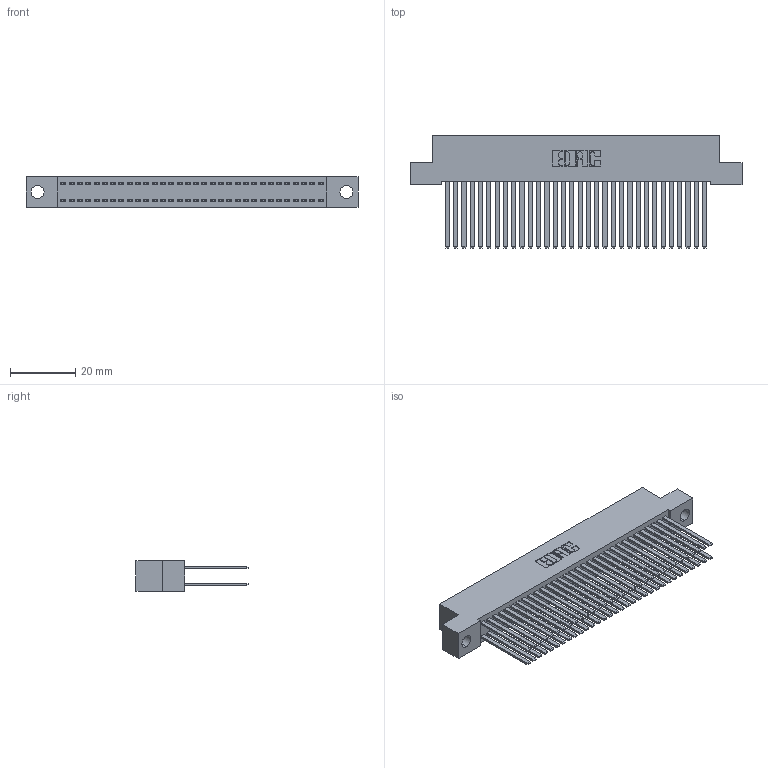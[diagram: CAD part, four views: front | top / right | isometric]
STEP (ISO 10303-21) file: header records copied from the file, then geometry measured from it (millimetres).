
FILE_DESCRIPTION (( 'STEP AP203' ), '1' );
FILE_NAME ('392-064-544-204.STEP', '2018-08-17T21:46:06', ( '' ), ( '' ), 'SwSTEP 2.0', 'SolidWorks 2016', '' );
FILE_SCHEMA (( 'CONFIG_CONTROL_DESIGN' ));
Length unit declared in the file: inch
Products named in the file (3): 342 Part_.156 TH; 345-292-001_345-293-144; 392-064-544-204
Assembly tree (65 placements, depth 2):
  392-064-544-204
    342 Part_.156 TH
    345-292-001_345-293-144  x64
Bounding box: 101.6 x 34.3 x 9.4 mm (x, y, z)
Volume: 9891.5 mm3; surface area: 18163.3 mm2
Topology: 65 solids, 65 shells, 3054 faces, 9067 edges, 5958 vertices
Faces by surface type: plane 2114, cylinder 940
Entity records: 21567 total; most frequent: CARTESIAN_POINT 3582, ORIENTED_EDGE 3518, DIRECTION 3075, EDGE_CURVE 1759, LINE 1635, VECTOR 1635, VERTEX_POINT 1170, AXIS2_PLACEMENT_3D 720
